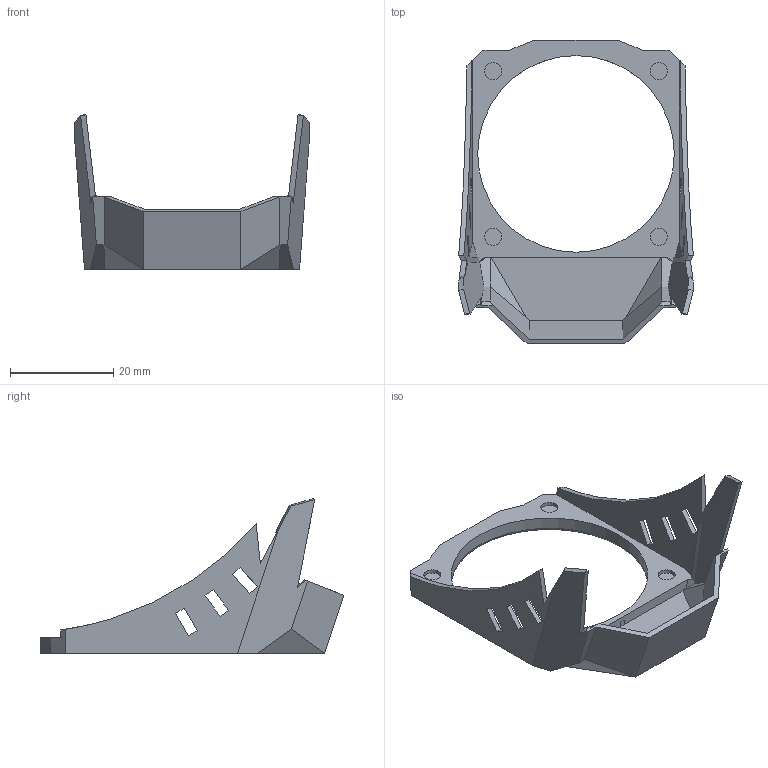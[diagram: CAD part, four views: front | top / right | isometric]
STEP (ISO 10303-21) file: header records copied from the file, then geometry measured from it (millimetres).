
FILE_DESCRIPTION(/* description */ ('STEP AP242','CAx-IF Rec.Pracs.---Representation and Presentation of Product Manufacturing Information (PMI)---4.0---2014-10-13','CAx-IF Rec.Pracs.---3D Tessellated Geometry---0.4---2014-09-14','2;1'),/* implementation_level */ '2;1');
FILE_NAME(/* name */ '61c8e421212d637db202576e',/* time_stamp */ '2021-12-26T21:52:34+00:00',/* author */ (''),/* organization */ (''),/* preprocessor_version */ 'ST-DEVELOPER v18.101',/* originating_system */ ' ',/* authorisation */ ' ');
FILE_SCHEMA (('AP242_MANAGED_MODEL_BASED_3D_ENGINEERING_MIM_LF { 1 0 10303 442 1 1 4 }'));
Length unit declared in the file: metre
Products named in the file (1): shroud
Bounding box: 45.38 x 58.74 x 29.94 mm (x, y, z)
Volume: 3373.7 mm3; surface area: 6159 mm2
Topology: 1 solids, 1 shells, 133 faces, 357 edges, 234 vertices
Faces by surface type: plane 120, cylinder 12, torus 1
Full cylindrical faces by diameter (mm): 3.3 x4, 5.6 x4, 38 x1
Entity records: 4055 total; most frequent: CARTESIAN_POINT 709, ORIENTED_EDGE 688, DIRECTION 639, EDGE_CURVE 344, LINE 317, VECTOR 317, VERTEX_POINT 231, EDGE_LOOP 165
